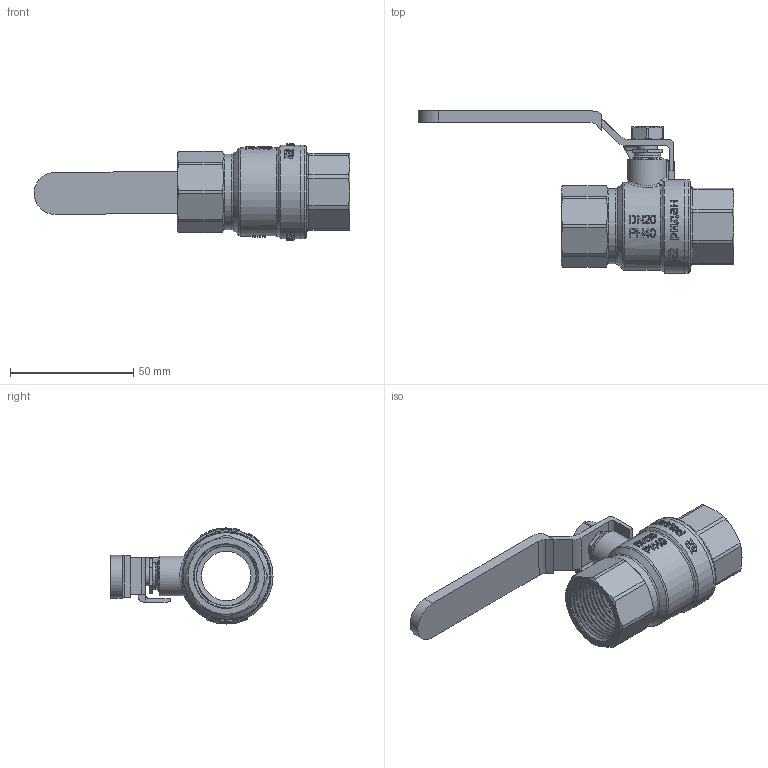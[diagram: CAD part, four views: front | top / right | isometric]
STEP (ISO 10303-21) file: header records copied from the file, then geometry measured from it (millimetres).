
FILE_DESCRIPTION(/* description */ (''),/* implementation_level */ '2;1');
FILE_NAME(/* name */ '065B8308R RD DN20 Ball Valve.stp',/* time_stamp */ '2023-05-19T11:35:24+08:00',/* author */ ('ywy96'),/* organization */ (''),/* preprocessor_version */ 'ST-DEVELOPER v18.1',/* originating_system */ 'Autodesk Inventor 2022',/* authorisation */ '');
FILE_SCHEMA (('AUTOMOTIVE_DESIGN { 1 0 10303 214 3 1 1 }'));
Products named in the file (12): DN20 内螺纹球阀; G3/4内螺纹阀体; G1/2阀杆; DN15 DN20填料; M8; G1/2"&G3/4"压帽; G1/2“&G3/4”; G1/2“&G3/4”_1; Ø27×2.8 Sealing Seat; G3/4“内螺纹八角阀座; Oring 6.95×1.52; 缩口G3/4”三通阀球
Assembly tree (12 placements, depth 2):
  DN20 内螺纹球阀
    G3/4内螺纹阀体
    G1/2阀杆
    DN15 DN20填料
    M8
    G1/2"&G3/4"压帽
    G1/2“&G3/4”
    G1/2“&G3/4”_1
    Ø27×2.8 Sealing Seat  x2
    G3/4“内螺纹八角阀座
    Oring 6.95×1.52
    缩口G3/4”三通阀球
Bounding box: 128 x 65.7 x 38.9 mm (x, y, z)
Volume: 40553.8 mm3; surface area: 39023 mm2
Topology: 12 solids, 12 shells, 1050 faces, 2775 edges, 1830 vertices
Faces by surface type: plane 501, bspline 307, cylinder 149, cone 66, torus 24, sphere 3
Full cylindrical faces by diameter (mm): 7 x1, 7.5 x1, 8 x2, 8.1 x1, 8.5 x1, 10 x1, 10.1 x1, 10.6 x1, 11.5 x4, 12 x1, 12.5 x1, 15 x1, 20 x3, 20.3 x2, 24.117 x16, 27 x4, 30 x1, 30.5 x1, 32.5 x5, 34 x5, 34.5 x1, 35.7 x1, 37.9 x2
Entity records: 49786 total; most frequent: CARTESIAN_POINT 24629, ORIENTED_EDGE 5516, DIRECTION 3932, EDGE_CURVE 2758, VERTEX_POINT 1820, LINE 1414, VECTOR 1414, AXIS2_PLACEMENT_3D 1259
